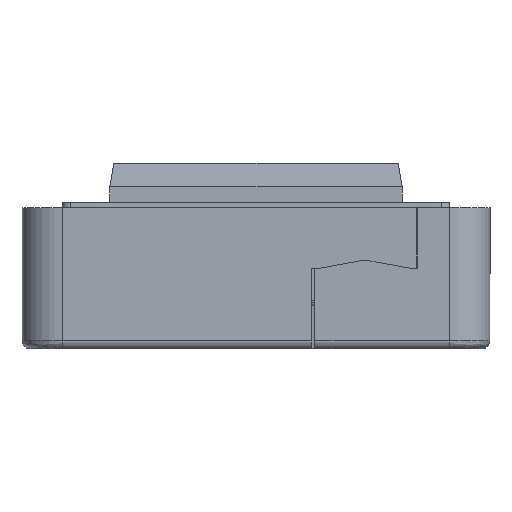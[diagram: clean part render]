
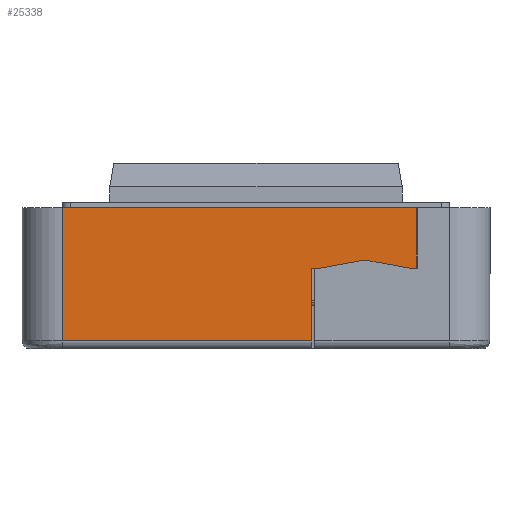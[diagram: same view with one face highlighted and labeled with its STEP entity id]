
A CAD part, left-side view. The second image highlights one B-rep face of the part: STEP entity #25338.
In plain terms, the highlighted planar face has unit normal (-1, 0, 0).
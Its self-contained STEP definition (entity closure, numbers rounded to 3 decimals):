
#72 = CARTESIAN_POINT ( 'NONE',  ( -74., -20., -8. ) ) ;
#901 = ORIENTED_EDGE ( 'NONE', *, *, #25487, .T. ) ;
#990 = DIRECTION ( 'NONE',  ( 0., 1., 0. ) ) ;
#1267 = CARTESIAN_POINT ( 'NONE',  ( -74., -8., -8. ) ) ;
#2108 = DIRECTION ( 'NONE',  ( -1., 0., 0. ) ) ;
#2135 = DIRECTION ( 'NONE',  ( 0., -0.984, 0.179 ) ) ;
#2177 = ORIENTED_EDGE ( 'NONE', *, *, #24445, .F. ) ;
#2596 = CARTESIAN_POINT ( 'NONE',  ( -74., 27.5, -8. ) ) ;
#3497 = ORIENTED_EDGE ( 'NONE', *, *, #17563, .F. ) ;
#4004 = VERTEX_POINT ( 'NONE', #18719 ) ;
#4020 = VECTOR ( 'NONE', #34721, 1000. ) ;
#4073 = VECTOR ( 'NONE', #990, 1000. ) ;
#9085 = VECTOR ( 'NONE', #25778, 1000. ) ;
#9408 = ORIENTED_EDGE ( 'NONE', *, *, #16182, .T. ) ;
#9440 = LINE ( 'NONE', #35214, #27879 ) ;
#9577 = CARTESIAN_POINT ( 'NONE',  ( -74., -6.9, -13.355 ) ) ;
#9772 = VERTEX_POINT ( 'NONE', #33281 ) ;
#11159 = CARTESIAN_POINT ( 'NONE',  ( -74., 27.5, -0.5 ) ) ;
#11260 = EDGE_CURVE ( 'NONE', #26015, #28345, #15995, .T. ) ;
#12185 = CARTESIAN_POINT ( 'NONE',  ( -74., -19.9, 0. ) ) ;
#12982 = LINE ( 'NONE', #9577, #35850 ) ;
#13855 = CARTESIAN_POINT ( 'NONE',  ( -74., -8., -8. ) ) ;
#15892 = VERTEX_POINT ( 'NONE', #18868 ) ;
#15928 = CARTESIAN_POINT ( 'NONE',  ( -74., 27.5, 0. ) ) ;
#15995 = LINE ( 'NONE', #27567, #21560 ) ;
#16182 = EDGE_CURVE ( 'NONE', #30361, #4004, #24155, .T. ) ;
#16309 = FACE_OUTER_BOUND ( 'NONE', #35621, .T. ) ;
#17028 = ORIENTED_EDGE ( 'NONE', *, *, #32166, .T. ) ;
#17563 = EDGE_CURVE ( 'NONE', #19144, #28345, #31309, .T. ) ;
#18037 = CARTESIAN_POINT ( 'NONE',  ( -74., 21.22, -17. ) ) ;
#18070 = ORIENTED_EDGE ( 'NONE', *, *, #11260, .T. ) ;
#18719 = CARTESIAN_POINT ( 'NONE',  ( -74., -19.9, -0.5 ) ) ;
#18868 = CARTESIAN_POINT ( 'NONE',  ( -74., -13.5, -7. ) ) ;
#19144 = VERTEX_POINT ( 'NONE', #25119 ) ;
#19527 = PLANE ( 'NONE',  #20605 ) ;
#20207 = DIRECTION ( 'NONE',  ( 0., -1., 0. ) ) ;
#20605 = AXIS2_PLACEMENT_3D ( 'NONE', #15928, #2108, #25224 ) ;
#21231 = CARTESIAN_POINT ( 'NONE',  ( -74., 24., -0.5 ) ) ;
#21560 = VECTOR ( 'NONE', #36250, 1000. ) ;
#22815 = LINE ( 'NONE', #72, #4020 ) ;
#24155 = LINE ( 'NONE', #12185, #25762 ) ;
#24445 = EDGE_CURVE ( 'NONE', #9772, #19144, #12982, .T. ) ;
#24666 = VERTEX_POINT ( 'NONE', #26241 ) ;
#24767 = ORIENTED_EDGE ( 'NONE', *, *, #34870, .T. ) ;
#25119 = CARTESIAN_POINT ( 'NONE',  ( -74., -6.9, -17. ) ) ;
#25224 = DIRECTION ( 'NONE',  ( 0., 0., -1. ) ) ;
#25338 = ADVANCED_FACE ( 'NONE', ( #16309 ), #19527, .T. ) ;
#25389 = EDGE_CURVE ( 'NONE', #4004, #26015, #36925, .T. ) ;
#25487 = EDGE_CURVE ( 'NONE', #15892, #24666, #9440, .T. ) ;
#25570 = ORIENTED_EDGE ( 'NONE', *, *, #25389, .T. ) ;
#25762 = VECTOR ( 'NONE', #29638, 1000. ) ;
#25778 = DIRECTION ( 'NONE',  ( 0., 1., 0. ) ) ;
#26015 = VERTEX_POINT ( 'NONE', #21231 ) ;
#26241 = CARTESIAN_POINT ( 'NONE',  ( -74., -19., -8. ) ) ;
#26462 = VECTOR ( 'NONE', #2135, 1000. ) ;
#27463 = VECTOR ( 'NONE', #20207, 1000. ) ;
#27567 = CARTESIAN_POINT ( 'NONE',  ( -74., 24., 0. ) ) ;
#27879 = VECTOR ( 'NONE', #32747, 1000. ) ;
#28345 = VERTEX_POINT ( 'NONE', #37143 ) ;
#28367 = LINE ( 'NONE', #2596, #27463 ) ;
#28733 = EDGE_CURVE ( 'NONE', #9772, #30348, #28367, .T. ) ;
#29638 = DIRECTION ( 'NONE',  ( 0., 0., 1. ) ) ;
#29691 = CARTESIAN_POINT ( 'NONE',  ( -74., -19.9, -8. ) ) ;
#30348 = VERTEX_POINT ( 'NONE', #1267 ) ;
#30361 = VERTEX_POINT ( 'NONE', #29691 ) ;
#31309 = LINE ( 'NONE', #18037, #4073 ) ;
#32166 = EDGE_CURVE ( 'NONE', #24666, #30361, #22815, .T. ) ;
#32373 = ORIENTED_EDGE ( 'NONE', *, *, #28733, .T. ) ;
#32696 = DIRECTION ( 'NONE',  ( 0., 0., -1. ) ) ;
#32747 = DIRECTION ( 'NONE',  ( 0., -0.984, -0.179 ) ) ;
#33281 = CARTESIAN_POINT ( 'NONE',  ( -74., -6.9, -8. ) ) ;
#34721 = DIRECTION ( 'NONE',  ( 0., -1., 0. ) ) ;
#34870 = EDGE_CURVE ( 'NONE', #30348, #15892, #36777, .T. ) ;
#35214 = CARTESIAN_POINT ( 'NONE',  ( -74., -13.5, -7. ) ) ;
#35621 = EDGE_LOOP ( 'NONE', ( #901, #17028, #9408, #25570, #18070, #3497, #2177, #32373, #24767 ) ) ;
#35850 = VECTOR ( 'NONE', #32696, 1000. ) ;
#36250 = DIRECTION ( 'NONE',  ( 0., 0., -1. ) ) ;
#36777 = LINE ( 'NONE', #13855, #26462 ) ;
#36925 = LINE ( 'NONE', #11159, #9085 ) ;
#37143 = CARTESIAN_POINT ( 'NONE',  ( -74., 24., -17. ) ) ;
